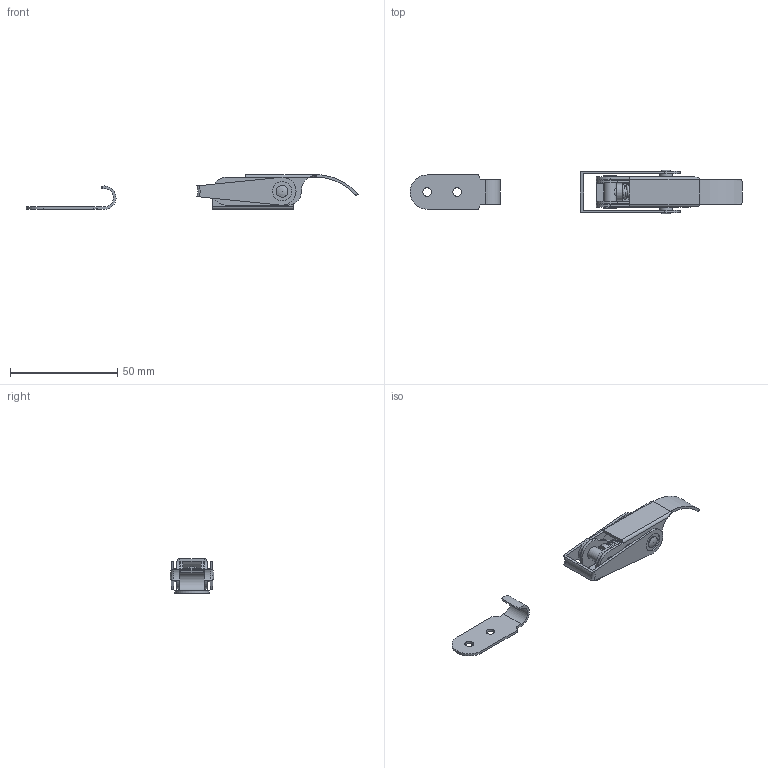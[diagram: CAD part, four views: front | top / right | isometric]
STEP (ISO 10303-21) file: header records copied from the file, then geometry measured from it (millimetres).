
FILE_DESCRIPTION(/* description */ (''),/* implementation_level */ '2;1');
FILE_NAME(/* name */ 'C-M21.stp',/* time_stamp */ '2025-10-31T10:56:19+09:00',/* author */ ('user'),/* organization */ (''),/* preprocessor_version */ 'ST-DEVELOPER v15.6',/* originating_system */ 'Autodesk Inventor 2015',/* authorisation */ '');
FILE_SCHEMA (('AUTOMOTIVE_DESIGN { 1 0 10303 214 3 1 1 }'));
Length unit declared in the file: millimetre
Products named in the file (5): C-M21; C-M21-BR; C-M21-C; C-M21-P
Bounding box: 154.86 x 20.5 x 16.31 mm (x, y, z)
Volume: 6305.2 mm3; surface area: 10582.4 mm2
Topology: 5 solids, 5 shells, 155 faces, 384 edges, 242 vertices
Faces by surface type: cylinder 72, plane 69, bspline 8, cone 2, sphere 2, torus 2
Full cylindrical faces by diameter (mm): 2.5 x1, 4 x4, 5 x9, 5.5 x2, 6 x6, 8 x1, 9 x2
Entity records: 7183 total; most frequent: CARTESIAN_POINT 3665, DIRECTION 700, ORIENTED_EDGE 678, EDGE_CURVE 336, AXIS2_PLACEMENT_3D 265, VERTEX_POINT 226, EDGE_LOOP 197, LINE 170
